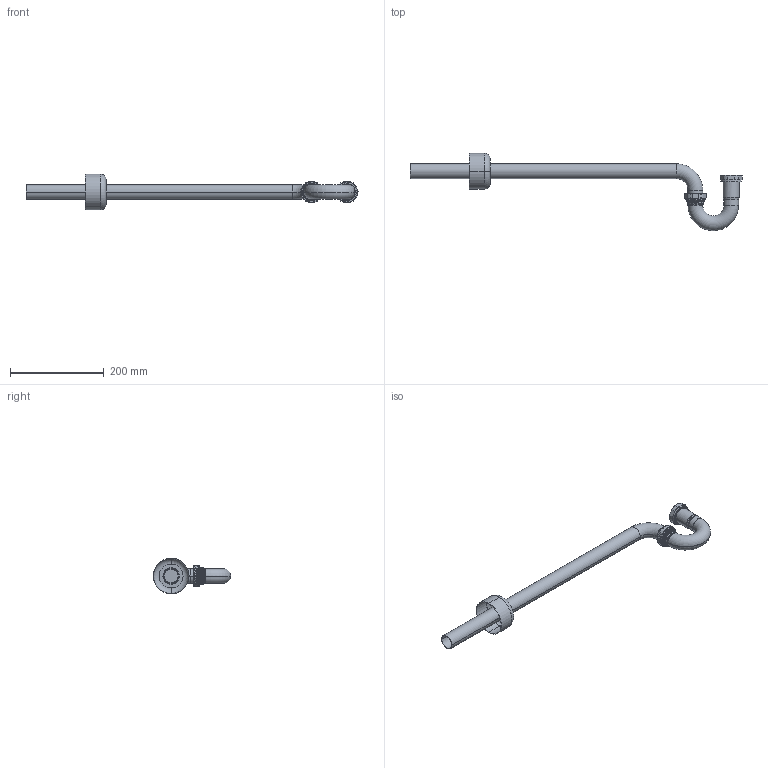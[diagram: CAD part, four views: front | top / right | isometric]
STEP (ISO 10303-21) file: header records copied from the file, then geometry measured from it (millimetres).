
FILE_DESCRIPTION((''),'2;1');
FILE_NAME('3014-1','2021-06-07T21:00:28',('NSantos'),(''),'CREO PARAMETRIC BY PTC INC, 2018500','CREO PARAMETRIC BY PTC INC, 2018500','');
FILE_SCHEMA(('CONFIG_CONTROL_DESIGN'));
Length unit declared in the file: inch
Products named in the file (1): 3014-1
Bounding box: 709.1 x 165.16 x 76.2 mm (x, y, z)
Volume: 388604.4 mm3; surface area: 278178.6 mm2
Topology: 2 solids, 13 shells, 309 faces, 799 edges, 517 vertices
Faces by surface type: cylinder 121, torus 70, plane 69, cone 29, bspline 18, extrusion 2
Entity records: 13572 total; most frequent: CARTESIAN_POINT 6230, DIRECTION 1512, ORIENTED_EDGE 1497, EDGE_CURVE 799, AXIS2_PLACEMENT_3D 643, VERTEX_POINT 517, CIRCLE 353, EDGE_LOOP 333
